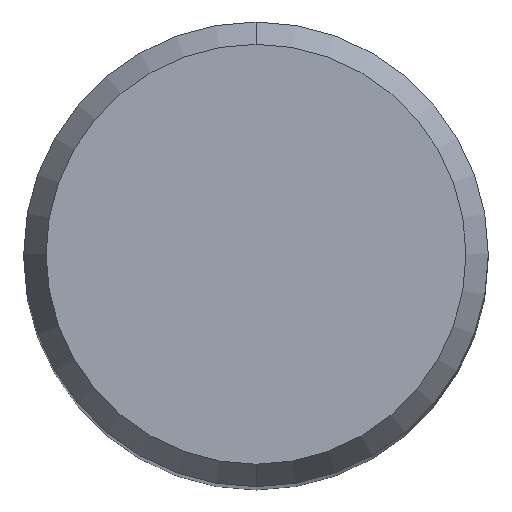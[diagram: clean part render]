
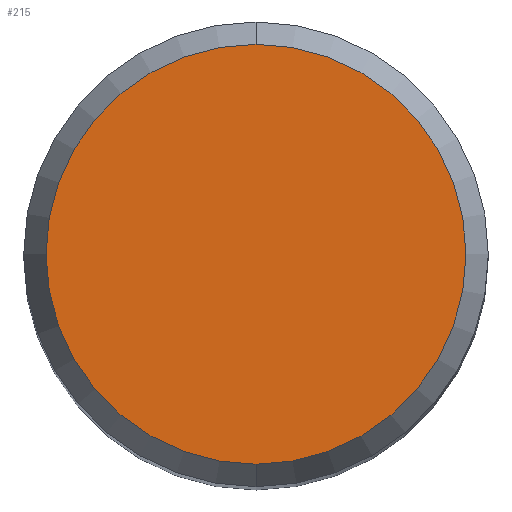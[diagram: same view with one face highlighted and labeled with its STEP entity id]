
A CAD part, top view. The second image highlights one B-rep face of the part: STEP entity #215.
In plain terms, the highlighted planar face has unit normal (0, 0, 1).
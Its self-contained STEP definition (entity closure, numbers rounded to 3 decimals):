
#121=EDGE_CURVE('',#141,#213,#274,.T.);
#125=EDGE_CURVE('',#213,#141,#278,.T.);
#141=VERTEX_POINT('',#296);
#213=VERTEX_POINT('',#379);
#215=ADVANCED_FACE('',(#381),#382,.T.);
#274=CIRCLE('',#441,4.304);
#278=CIRCLE('',#448,4.304);
#296=CARTESIAN_POINT('',(0.,-4.304,0.0));
#379=CARTESIAN_POINT('',(0.0,4.304,0.0));
#381=FACE_OUTER_BOUND('',#577,.T.);
#382=PLANE('',#578);
#441=AXIS2_PLACEMENT_3D('',#623,#624,#625);
#448=AXIS2_PLACEMENT_3D('',#627,#628,#629);
#577=EDGE_LOOP('',(#772,#773));
#578=AXIS2_PLACEMENT_3D('',#774,#775,#776);
#623=CARTESIAN_POINT('',(0.0,0.0,0.0));
#624=DIRECTION('',(0.0,0.0,-1.0));
#625=DIRECTION('',(0.0,1.0,0.0));
#627=CARTESIAN_POINT('',(0.0,0.0,0.0));
#628=DIRECTION('',(0.0,0.0,-1.0));
#629=DIRECTION('',(0.0,1.0,0.0));
#772=ORIENTED_EDGE('',*,*,#125,.F.);
#773=ORIENTED_EDGE('',*,*,#121,.F.);
#774=CARTESIAN_POINT('',(0.0,2.152,0.0));
#775=DIRECTION('',(-0.0,0.0,1.0));
#776=DIRECTION('',(0.0,-1.0,0.0));
